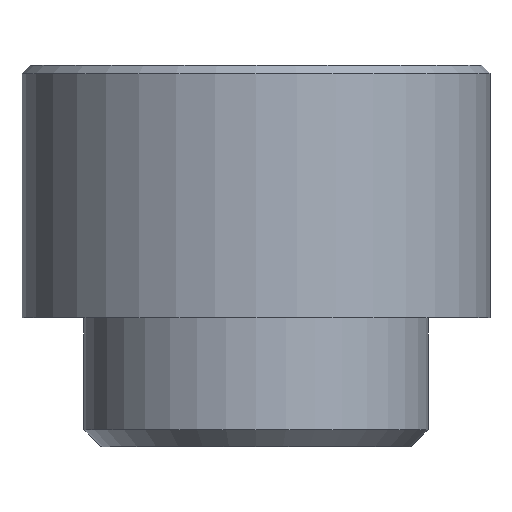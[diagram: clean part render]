
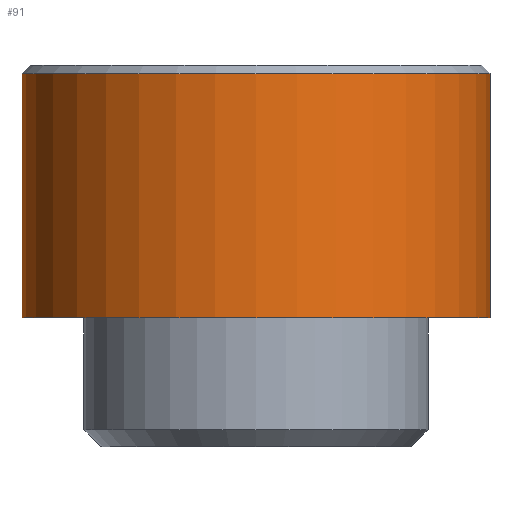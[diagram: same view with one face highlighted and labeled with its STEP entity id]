
A CAD part, front view. The second image highlights one B-rep face of the part: STEP entity #91.
In plain terms, the highlighted cylindrical face has radius 2.78 mm (diameter 5.56 mm), a partial arc.
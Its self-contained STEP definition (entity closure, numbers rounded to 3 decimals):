
#33 = VERTEX_POINT('',#34);
#34 = CARTESIAN_POINT('',(2.78,0.,
    2.91));
#41 = VERTEX_POINT('',#42);
#42 = CARTESIAN_POINT('',(-2.78,0.,2.91));
#64 = EDGE_CURVE('',#33,#65,#67,.T.);
#65 = VERTEX_POINT('',#66);
#66 = CARTESIAN_POINT('',(2.78,0.,
    0.01));
#67 = LINE('',#68,#69);
#68 = CARTESIAN_POINT('',(2.78,0.,
    3.01));
#69 = VECTOR('',#70,1.);
#70 = DIRECTION('',(-0.,-0.,-1.));
#73 = VERTEX_POINT('',#74);
#74 = CARTESIAN_POINT('',(-2.78,0.,0.01));
#81 = EDGE_CURVE('',#41,#73,#82,.T.);
#82 = LINE('',#83,#84);
#83 = CARTESIAN_POINT('',(-2.78,0.,3.01));
#84 = VECTOR('',#85,1.);
#85 = DIRECTION('',(-0.,-0.,-1.));
#91 = ADVANCED_FACE('',(#92),#110,.T.);
#92 = FACE_BOUND('',#93,.T.);
#93 = EDGE_LOOP('',(#94,#95,#102,#103));
#94 = ORIENTED_EDGE('',*,*,#64,.F.);
#95 = ORIENTED_EDGE('',*,*,#96,.T.);
#96 = EDGE_CURVE('',#33,#41,#97,.T.);
#97 = CIRCLE('',#98,2.78);
#98 = AXIS2_PLACEMENT_3D('',#99,#100,#101);
#99 = CARTESIAN_POINT('',(0.,0.,2.91));
#100 = DIRECTION('',(0.,0.,-1.));
#101 = DIRECTION('',(1.,0.,0.));
#102 = ORIENTED_EDGE('',*,*,#81,.T.);
#103 = ORIENTED_EDGE('',*,*,#104,.T.);
#104 = EDGE_CURVE('',#73,#65,#105,.T.);
#105 = CIRCLE('',#106,2.78);
#106 = AXIS2_PLACEMENT_3D('',#107,#108,#109);
#107 = CARTESIAN_POINT('',(0.,0.,0.01));
#108 = DIRECTION('',(0.,0.,1.));
#109 = DIRECTION('',(1.,0.,0.));
#110 = CYLINDRICAL_SURFACE('',#111,2.78);
#111 = AXIS2_PLACEMENT_3D('',#112,#113,#114);
#112 = CARTESIAN_POINT('',(0.,0.,3.01));
#113 = DIRECTION('',(-0.,-0.,-1.));
#114 = DIRECTION('',(-1.,0.,0.));
